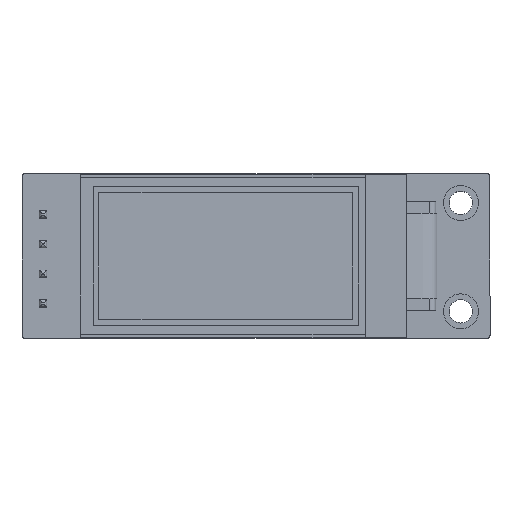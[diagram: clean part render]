
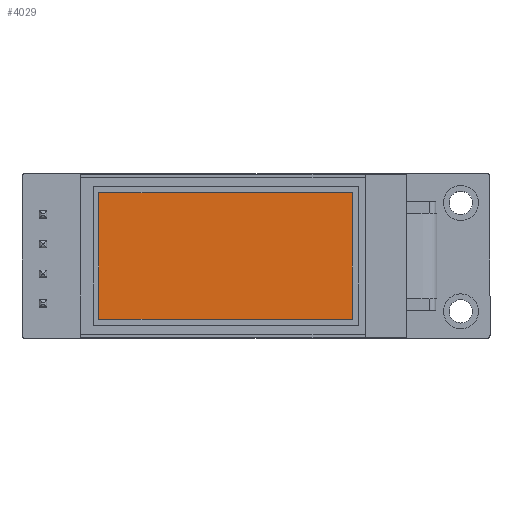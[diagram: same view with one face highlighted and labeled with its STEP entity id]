
A CAD part, top view. The second image highlights one B-rep face of the part: STEP entity #4029.
In plain terms, the highlighted planar face has unit normal (0, 0, 1).
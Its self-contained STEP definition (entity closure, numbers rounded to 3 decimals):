
#117=PLANE('',#4303);
#291=FACE_OUTER_BOUND('',#535,.T.);
#535=EDGE_LOOP('',(#2805,#2806,#2807,#2808));
#774=LINE('',#5764,#1235);
#778=LINE('',#5772,#1239);
#781=LINE('',#5778,#1242);
#784=LINE('',#5783,#1245);
#1235=VECTOR('',#4671,10.);
#1239=VECTOR('',#4677,10.);
#1242=VECTOR('',#4682,10.);
#1245=VECTOR('',#4687,10.);
#1763=VERTEX_POINT('',#5762);
#1764=VERTEX_POINT('',#5763);
#1767=VERTEX_POINT('',#5771);
#1769=VERTEX_POINT('',#5777);
#2141=EDGE_CURVE('',#1763,#1764,#774,.T.);
#2145=EDGE_CURVE('',#1767,#1763,#778,.T.);
#2148=EDGE_CURVE('',#1769,#1767,#781,.T.);
#2151=EDGE_CURVE('',#1764,#1769,#784,.T.);
#2805=ORIENTED_EDGE('',*,*,#2141,.T.);
#2806=ORIENTED_EDGE('',*,*,#2151,.T.);
#2807=ORIENTED_EDGE('',*,*,#2148,.T.);
#2808=ORIENTED_EDGE('',*,*,#2145,.T.);
#4029=ADVANCED_FACE('',(#291),#117,.T.);
#4303=AXIS2_PLACEMENT_3D('',#5833,#4730,#4731);
#4671=DIRECTION('',(0.,-1.,0.));
#4677=DIRECTION('',(-1.,0.,0.));
#4682=DIRECTION('',(0.,1.,0.));
#4687=DIRECTION('',(1.,0.,0.));
#4730=DIRECTION('center_axis',(0.,0.,1.));
#4731=DIRECTION('ref_axis',(1.,0.,0.));
#5762=CARTESIAN_POINT('',(-33.55,12.48,3.));
#5763=CARTESIAN_POINT('',(-33.55,1.62,3.));
#5764=CARTESIAN_POINT('',(-33.55,6.415,3.));
#5771=CARTESIAN_POINT('',(-11.81,12.48,3.));
#5772=CARTESIAN_POINT('',(-23.48,12.48,3.));
#5777=CARTESIAN_POINT('',(-11.81,1.62,3.));
#5778=CARTESIAN_POINT('',(-11.81,0.985,3.));
#5783=CARTESIAN_POINT('',(-34.35,1.62,3.));
#5833=CARTESIAN_POINT('Origin',(-35.15,0.35,3.));
